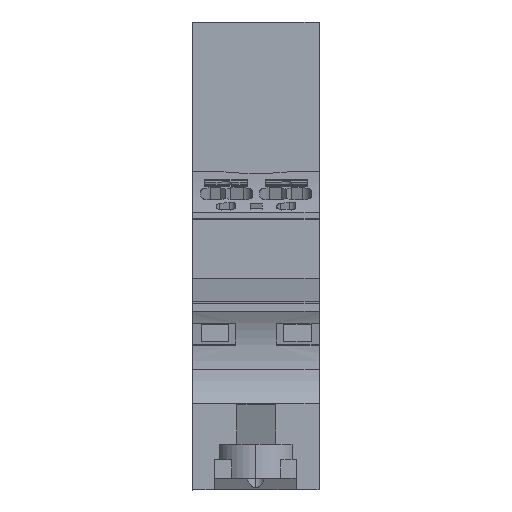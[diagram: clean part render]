
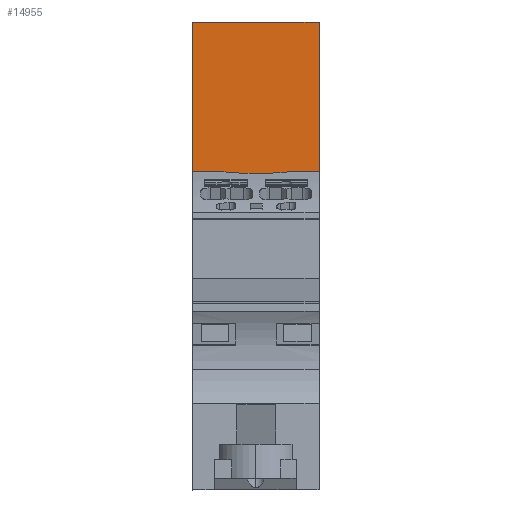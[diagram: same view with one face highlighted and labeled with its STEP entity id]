
A CAD part, front view. The second image highlights one B-rep face of the part: STEP entity #14955.
In plain terms, the highlighted face is planar.
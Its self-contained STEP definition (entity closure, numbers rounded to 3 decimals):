
#965=VERTEX_POINT('',#19997);
#966=VERTEX_POINT('',#19999);
#1015=VERTEX_POINT('',#20098);
#1016=VERTEX_POINT('',#20100);
#1580=VERTEX_POINT('',#22430);
#1587=VERTEX_POINT('',#22446);
#1987=VERTEX_POINT('',#24011);
#1988=VERTEX_POINT('',#24013);
#2464=VECTOR('',#16473,1.);
#2506=VECTOR('',#16532,1.);
#3134=VECTOR('',#17850,1.);
#3135=VECTOR('',#17864,1.);
#3628=VECTOR('',#18824,1.);
#3629=VECTOR('',#18825,1.);
#3630=VECTOR('',#18826,1.);
#3631=VECTOR('',#18827,1.);
#4226=LINE('',#19998,#2464);
#4268=LINE('',#20099,#2506);
#4896=LINE('',#22431,#3134);
#4897=LINE('',#22445,#3135);
#5390=LINE('',#24009,#3628);
#5391=LINE('',#24010,#3629);
#5392=LINE('',#24012,#3630);
#5393=LINE('',#24014,#3631);
#5992=EDGE_CURVE('',#965,#966,#4226,.F.);
#6042=EDGE_CURVE('',#1015,#1016,#4268,.F.);
#6888=EDGE_CURVE('',#965,#1580,#4896,.T.);
#6895=EDGE_CURVE('',#1580,#1587,#4897,.F.);
#7517=EDGE_CURVE('',#966,#1015,#5390,.F.);
#7518=EDGE_CURVE('',#1587,#1987,#5391,.F.);
#7519=EDGE_CURVE('',#1988,#1987,#5392,.T.);
#7520=EDGE_CURVE('',#1016,#1988,#5393,.T.);
#11182=ORIENTED_EDGE('',*,*,#7517,.F.);
#11183=ORIENTED_EDGE('',*,*,#5992,.F.);
#11184=ORIENTED_EDGE('',*,*,#6888,.T.);
#11185=ORIENTED_EDGE('',*,*,#6895,.T.);
#11186=ORIENTED_EDGE('',*,*,#7518,.T.);
#11187=ORIENTED_EDGE('',*,*,#7519,.F.);
#11188=ORIENTED_EDGE('',*,*,#7520,.F.);
#11189=ORIENTED_EDGE('',*,*,#6042,.F.);
#13276=EDGE_LOOP('',(#11182,#11183,#11184,#11185,#11186,#11187,#11188,#11189));
#14131=FACE_BOUND('',#13276,.T.);
#14955=ADVANCED_FACE('',(#14131),#26125,.F.);
#16048=AXIS2_PLACEMENT_3D('',#24008,#18823,$);
#16473=DIRECTION('',(0.122,-0.993,0.));
#16532=DIRECTION('',(-0.122,0.993,0.));
#17850=DIRECTION('',(0.,0.,1.));
#17864=DIRECTION('',(0.122,-0.993,0.));
#18823=DIRECTION('',(0.993,0.122,0.));
#18824=DIRECTION('',(0.,0.,-1.));
#18825=DIRECTION('',(0.,0.,-1.));
#18826=DIRECTION('',(-0.122,0.993,0.));
#18827=DIRECTION('',(0.,0.,-1.));
#19997=CARTESIAN_POINT('',(39.741,27.934,4.5));
#19998=CARTESIAN_POINT('',(37.679,44.73,4.5));
#19999=CARTESIAN_POINT('',(35.932,58.951,4.5));
#20098=CARTESIAN_POINT('',(35.932,58.951,20.8));
#20099=CARTESIAN_POINT('',(37.365,47.283,20.8));
#20100=CARTESIAN_POINT('',(39.741,27.934,20.8));
#22430=CARTESIAN_POINT('',(39.741,27.934,6.1));
#22431=CARTESIAN_POINT('',(39.741,27.934,5.4));
#22445=CARTESIAN_POINT('',(37.37,47.239,6.1));
#22446=CARTESIAN_POINT('',(38.76,35.924,6.1));
#24008=CARTESIAN_POINT('',(35.932,58.951,4.55));
#24009=CARTESIAN_POINT('',(35.932,58.951,4.55));
#24010=CARTESIAN_POINT('',(38.76,35.924,4.55));
#24011=CARTESIAN_POINT('',(38.76,35.924,19.2));
#24012=CARTESIAN_POINT('',(37.37,47.239,19.2));
#24013=CARTESIAN_POINT('',(39.741,27.934,19.2));
#24014=CARTESIAN_POINT('',(39.741,27.934,11.85));
#26125=PLANE('',#16048);
